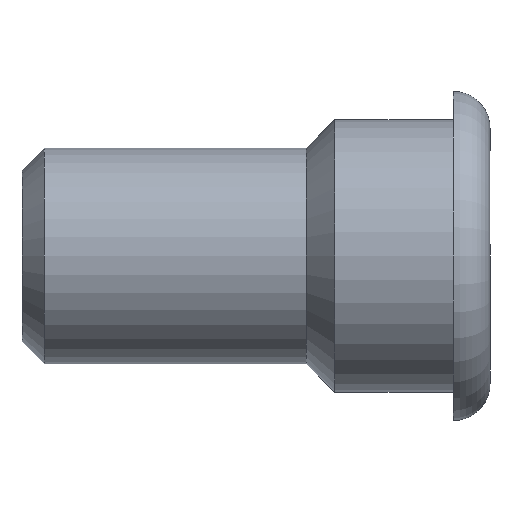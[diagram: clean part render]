
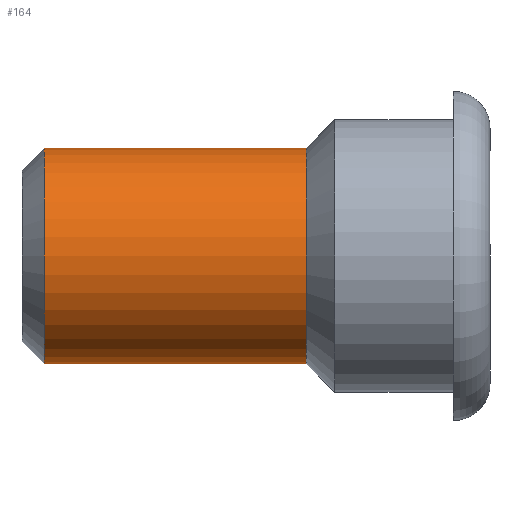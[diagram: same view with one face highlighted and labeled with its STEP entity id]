
A CAD part, front view. The second image highlights one B-rep face of the part: STEP entity #164.
In plain terms, the highlighted cylindrical face has radius 1.5 mm (diameter 3 mm), a partial arc.
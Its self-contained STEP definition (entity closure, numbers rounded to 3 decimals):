
#164=ADVANCED_FACE('',(#457),#458,.T.);
#457=FACE_OUTER_BOUND('',#892,.T.);
#458=CYLINDRICAL_SURFACE('',#893,1.5);
#892=EDGE_LOOP('',(#1326,#1327,#1328,#1329));
#893=AXIS2_PLACEMENT_3D('',#1330,#1331,#1332);
#1326=ORIENTED_EDGE('',*,*,#2588,.F.);
#1327=ORIENTED_EDGE('',*,*,#2589,.T.);
#1328=ORIENTED_EDGE('',*,*,#2590,.F.);
#1329=ORIENTED_EDGE('',*,*,#2591,.T.);
#1330=CARTESIAN_POINT('',(-2.847,0.0,0.));
#1331=DIRECTION('',(1.0,0.0,0.));
#1332=DIRECTION('',(0.,0.0,1.0));
#2588=EDGE_CURVE('',#3088,#3089,#3090,.T.);
#2589=EDGE_CURVE('',#3088,#3091,#3092,.T.);
#2590=EDGE_CURVE('',#3093,#3091,#3094,.T.);
#2591=EDGE_CURVE('',#3093,#3089,#3095,.T.);
#3088=VERTEX_POINT('',#3821);
#3089=VERTEX_POINT('',#3822);
#3090=LINE('',#3823,#3824);
#3091=VERTEX_POINT('',#3825);
#3092=CIRCLE('',#3826,1.5);
#3093=VERTEX_POINT('',#3827);
#3094=LINE('',#3828,#3829);
#3095=CIRCLE('',#3830,1.5);
#3821=CARTESIAN_POINT('',(-5.694,0.,1.5));
#3822=CARTESIAN_POINT('',(-2.045,0.,1.5));
#3823=CARTESIAN_POINT('',(-2.847,0.,1.5));
#3824=VECTOR('',#4888,1.0);
#3825=CARTESIAN_POINT('',(-5.694,0.,-1.5));
#3826=AXIS2_PLACEMENT_3D('',#4889,#4890,#4891);
#3827=CARTESIAN_POINT('',(-2.045,0.,-1.5));
#3828=CARTESIAN_POINT('',(-2.847,0.,-1.5));
#3829=VECTOR('',#4892,1.0);
#3830=AXIS2_PLACEMENT_3D('',#4893,#4894,#4895);
#4888=DIRECTION('',(1.0,0.0,0.));
#4889=CARTESIAN_POINT('',(-5.694,0.0,0.));
#4890=DIRECTION('',(1.0,0.0,0.));
#4891=DIRECTION('',(0.,0.0,1.0));
#4892=DIRECTION('',(-1.0,-0.0,0.));
#4893=CARTESIAN_POINT('',(-2.045,0.0,0.));
#4894=DIRECTION('',(-1.0,0.0,0.));
#4895=DIRECTION('',(0.,0.0,1.0));
